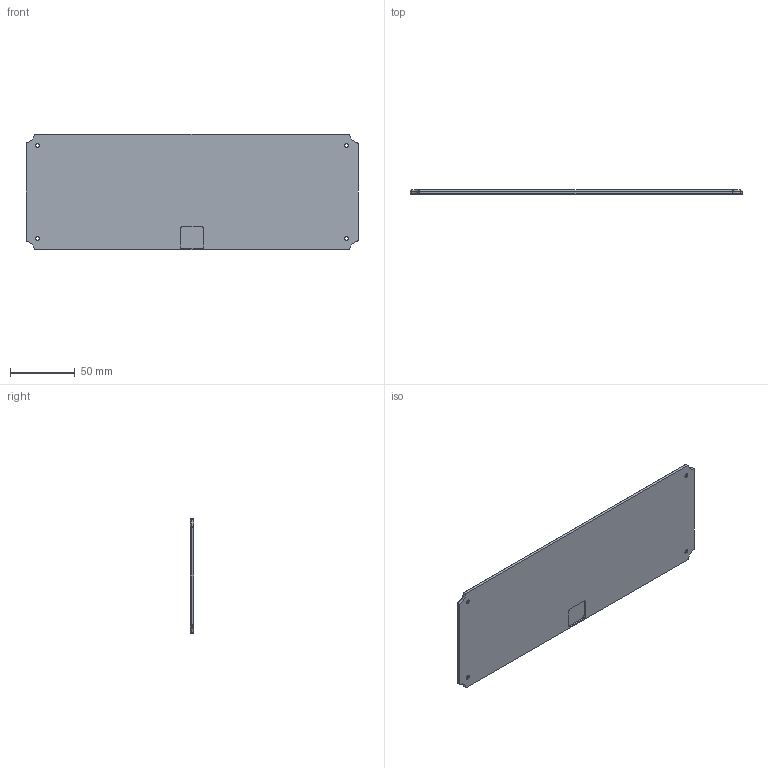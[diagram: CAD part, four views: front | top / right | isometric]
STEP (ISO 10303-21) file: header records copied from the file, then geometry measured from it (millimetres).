
FILE_DESCRIPTION(/* description */ (''),/* implementation_level */ '2;1');
FILE_NAME(/* name */ 'weight and plate 2.step',/* time_stamp */ '2022-12-28T00:43:47-05:00',/* author */ (''),/* organization */ (''),/* preprocessor_version */ 'ST-DEVELOPER v19.2',/* originating_system */ 'Autodesk Translation Framework v11.17.0.187',/* authorisation */ '');
FILE_SCHEMA (('AUTOMOTIVE_DESIGN { 1 0 10303 214 3 1 1 }'));
Length unit declared in the file: millimetre
Products named in the file (1): (Unsaved)
Bounding box: 257.29 x 3 x 89.56 mm (x, y, z)
Volume: 67863.2 mm3; surface area: 89684.8 mm2
Topology: 2 solids, 2 shells, 235 faces, 658 edges, 432 vertices
Faces by surface type: bspline 130, plane 61, cylinder 28, sphere 8, cone 4, torus 4
Full cylindrical faces by diameter (mm): 3 x4, 6 x4
Entity records: 8090 total; most frequent: CARTESIAN_POINT 3008, ORIENTED_EDGE 1308, DIRECTION 706, EDGE_CURVE 654, VERTEX_POINT 432, LINE 310, VECTOR 310, EDGE_LOOP 276
